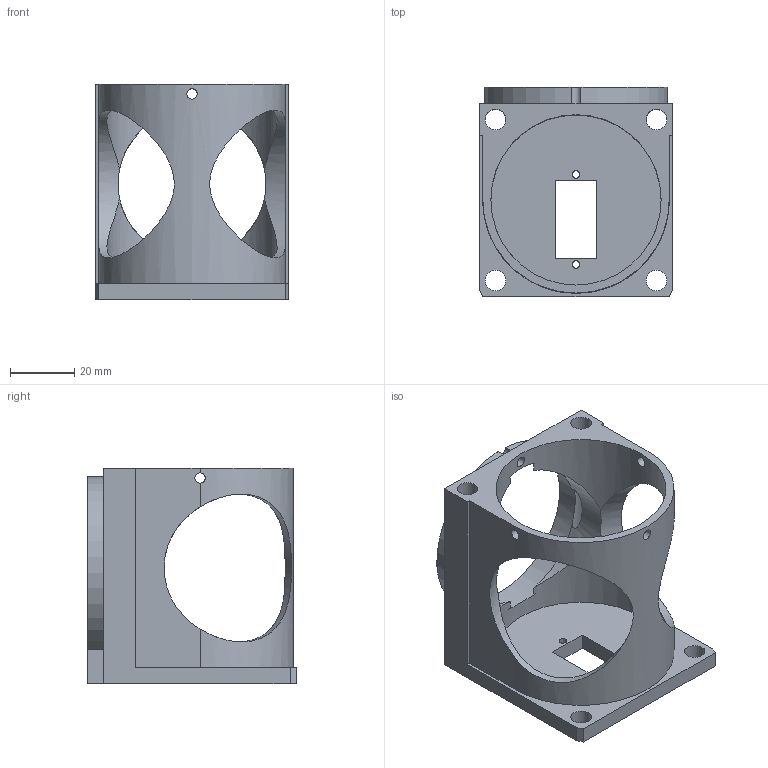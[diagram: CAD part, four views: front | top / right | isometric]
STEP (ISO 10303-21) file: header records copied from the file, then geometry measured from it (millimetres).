
FILE_DESCRIPTION(('FreeCAD Model'),'2;1');
FILE_NAME('Open CASCADE Shape Model','2022-06-17T02:05:35',('Author'),( ''),'Open CASCADE STEP processor 7.5','FreeCAD','Unknown');
FILE_SCHEMA(('AUTOMOTIVE_DESIGN { 1 0 10303 214 1 1 1 1 }'));
Length unit declared in the file: millimetre
Products named in the file (1): BDD_frame
Bounding box: 60 x 65 x 67 mm (x, y, z)
Volume: 47942.5 mm3; surface area: 27125.8 mm2
Topology: 1 solids, 1 shells, 45 faces, 162 edges, 108 vertices
Faces by surface type: plane 25, cylinder 20
Full cylindrical faces by diameter (mm): 2.4 x2, 3.2 x4, 6.4 x4, 46 x2, 51.2 x1, 53 x1
Entity records: 8887 total; most frequent: CARTESIAN_POINT 5852, DIRECTION 501, ORIENTED_EDGE 324, PCURVE 324, DEFINITIONAL_REPRESENTATION 324, LINE 300, VECTOR 300, EDGE_CURVE 162
